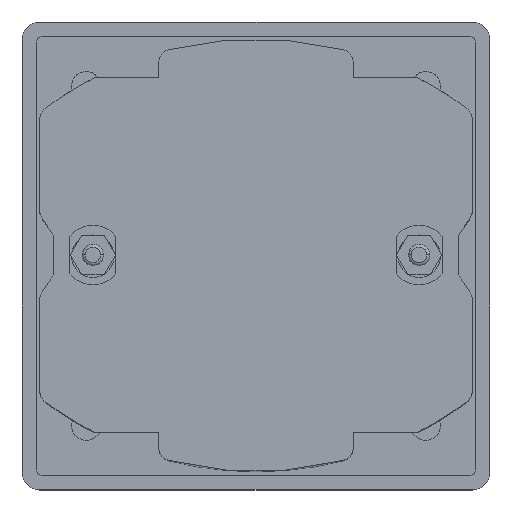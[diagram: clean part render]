
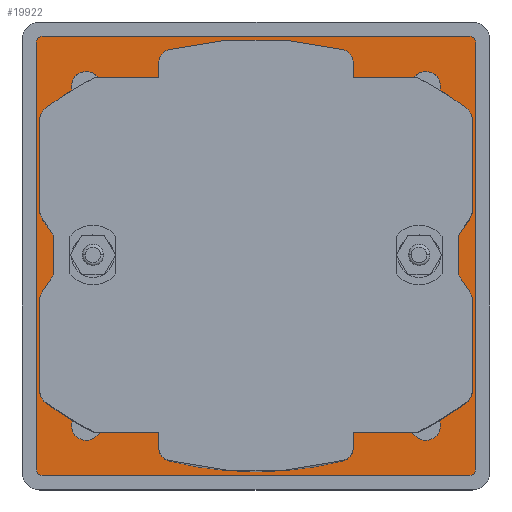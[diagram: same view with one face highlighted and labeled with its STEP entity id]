
A CAD part, top view. The second image highlights one B-rep face of the part: STEP entity #19922.
In plain terms, the highlighted planar face has unit normal (0, 0, 1).
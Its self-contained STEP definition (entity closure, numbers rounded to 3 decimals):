
#18605=CARTESIAN_POINT('',(54.971,40.035,
-35.929));
#18606=DIRECTION('',(0.,0.,-1.));
#18607=DIRECTION('',(0.,1.,0.));
#18608=AXIS2_PLACEMENT_3D('',#18605,#18606,#18607);
#18613=CARTESIAN_POINT('',(54.971,-20.145,
-35.929));
#18614=DIRECTION('',(0.,0.,-1.));
#18615=DIRECTION('',(1.,0.,0.));
#18616=AXIS2_PLACEMENT_3D('',#18613,#18614,#18615);
#18621=CARTESIAN_POINT('',(-5.209,-20.145,
-35.929));
#18622=DIRECTION('',(0.,0.,-1.));
#18623=DIRECTION('',(0.,-1.,0.));
#18624=AXIS2_PLACEMENT_3D('',#18621,#18622,#18623);
#18629=CARTESIAN_POINT('',(-5.209,40.035,
-35.929));
#18630=DIRECTION('',(0.,0.,-1.));
#18631=DIRECTION('',(-1.,0.,0.));
#18632=AXIS2_PLACEMENT_3D('',#18629,#18630,#18631);
#18637=CARTESIAN_POINT('',(24.881,9.945,
-35.929));
#18638=DIRECTION('',(0.,0.,1.));
#18639=DIRECTION('',(1.,0.,0.));
#18640=AXIS2_PLACEMENT_3D('',#18637,#18638,#18639);
#18645=CARTESIAN_POINT('',(24.881,9.945,
-35.929));
#18646=DIRECTION('',(0.,0.,1.));
#18647=DIRECTION('',(-1.,0.,0.));
#18648=AXIS2_PLACEMENT_3D('',#18645,#18646,#18647);
#18653=CARTESIAN_POINT('',(0.881,33.945,-35.929));
#18654=DIRECTION('',(0.,0.,1.));
#18655=DIRECTION('',(1.,0.,0.));
#18656=AXIS2_PLACEMENT_3D('',#18653,#18654,#18655);
#18661=CARTESIAN_POINT('',(0.881,33.945,-35.929));
#18662=DIRECTION('',(0.,0.,1.));
#18663=DIRECTION('',(-1.,0.,0.));
#18664=AXIS2_PLACEMENT_3D('',#18661,#18662,#18663);
#18669=CARTESIAN_POINT('',(48.881,33.945,
-35.929));
#18670=DIRECTION('',(0.,0.,1.));
#18671=DIRECTION('',(1.,0.,0.));
#18672=AXIS2_PLACEMENT_3D('',#18669,#18670,#18671);
#18677=CARTESIAN_POINT('',(48.881,33.945,
-35.929));
#18678=DIRECTION('',(0.,0.,1.));
#18679=DIRECTION('',(-1.,0.,0.));
#18680=AXIS2_PLACEMENT_3D('',#18677,#18678,#18679);
#18685=CARTESIAN_POINT('',(48.881,-14.055,
-35.929));
#18686=DIRECTION('',(0.,0.,1.));
#18687=DIRECTION('',(1.,0.,0.));
#18688=AXIS2_PLACEMENT_3D('',#18685,#18686,#18687);
#18693=CARTESIAN_POINT('',(48.881,-14.055,
-35.929));
#18694=DIRECTION('',(0.,0.,1.));
#18695=DIRECTION('',(-1.,0.,0.));
#18696=AXIS2_PLACEMENT_3D('',#18693,#18694,#18695);
#18701=CARTESIAN_POINT('',(0.881,-14.055,-35.929));
#18702=DIRECTION('',(0.,0.,1.));
#18703=DIRECTION('',(1.,0.,0.));
#18704=AXIS2_PLACEMENT_3D('',#18701,#18702,#18703);
#18709=CARTESIAN_POINT('',(0.881,-14.055,-35.929));
#18710=DIRECTION('',(0.,0.,1.));
#18711=DIRECTION('',(-1.,0.,0.));
#18712=AXIS2_PLACEMENT_3D('',#18709,#18710,#18711);
#18731=DIRECTION('',(-1.,0.,0.));
#18732=VECTOR('',#18731,60.18);
#18733=CARTESIAN_POINT('',(54.971,41.038,
-35.929));
#18734=LINE('',#18733,#18732);
#18752=DIRECTION('',(0.,-1.,0.));
#18753=VECTOR('',#18752,60.18);
#18754=CARTESIAN_POINT('',(-6.212,40.035,
-35.929));
#18755=LINE('',#18754,#18753);
#18773=DIRECTION('',(1.,0.,0.));
#18774=VECTOR('',#18773,60.18);
#18775=CARTESIAN_POINT('',(-5.209,-21.148,
-35.929));
#18776=LINE('',#18775,#18774);
#18794=DIRECTION('',(0.,1.,0.));
#18795=VECTOR('',#18794,60.18);
#18796=CARTESIAN_POINT('',(55.974,-20.145,
-35.929));
#18797=LINE('',#18796,#18795);
#19677=CARTESIAN_POINT('',(54.971,41.038,
-35.929));
#19678=CARTESIAN_POINT('',(55.974,40.035,
-35.929));
#19679=VERTEX_POINT('',#19677);
#19680=VERTEX_POINT('',#19678);
#19681=CARTESIAN_POINT('',(55.974,-20.145,
-35.929));
#19682=VERTEX_POINT('',#19681);
#19683=CARTESIAN_POINT('',(54.971,-21.148,
-35.929));
#19684=VERTEX_POINT('',#19683);
#19685=CARTESIAN_POINT('',(-5.209,-21.148,
-35.929));
#19686=VERTEX_POINT('',#19685);
#19687=CARTESIAN_POINT('',(-6.212,-20.145,
-35.929));
#19688=VERTEX_POINT('',#19687);
#19689=CARTESIAN_POINT('',(-6.212,40.035,
-35.929));
#19690=VERTEX_POINT('',#19689);
#19691=CARTESIAN_POINT('',(-5.209,41.038,
-35.929));
#19692=VERTEX_POINT('',#19691);
#19693=CARTESIAN_POINT('',(53.165,9.945,
-35.929));
#19694=CARTESIAN_POINT('',(-3.404,9.945,
-35.929));
#19695=VERTEX_POINT('',#19693);
#19696=VERTEX_POINT('',#19694);
#19697=CARTESIAN_POINT('',(2.981,33.945,
-35.929));
#19698=CARTESIAN_POINT('',(-1.219,33.945,
-35.929));
#19699=VERTEX_POINT('',#19697);
#19700=VERTEX_POINT('',#19698);
#19701=CARTESIAN_POINT('',(50.981,33.945,
-35.929));
#19702=CARTESIAN_POINT('',(46.781,33.945,
-35.929));
#19703=VERTEX_POINT('',#19701);
#19704=VERTEX_POINT('',#19702);
#19705=CARTESIAN_POINT('',(50.981,-14.055,
-35.929));
#19706=CARTESIAN_POINT('',(46.781,-14.055,
-35.929));
#19707=VERTEX_POINT('',#19705);
#19708=VERTEX_POINT('',#19706);
#19709=CARTESIAN_POINT('',(2.981,-14.055,
-35.929));
#19710=CARTESIAN_POINT('',(-1.219,-14.055,
-35.929));
#19711=VERTEX_POINT('',#19709);
#19712=VERTEX_POINT('',#19710);
#19869=CARTESIAN_POINT('',(57.98,43.044,
-35.929));
#19870=DIRECTION('',(0.,0.,1.));
#19871=DIRECTION('',(1.,0.,0.));
#19872=AXIS2_PLACEMENT_3D('',#19869,#19870,#19871);
#19873=PLANE('',#19872);
#19875=ORIENTED_EDGE('',*,*,#19874,.T.);
#19877=ORIENTED_EDGE('',*,*,#19876,.F.);
#19879=ORIENTED_EDGE('',*,*,#19878,.T.);
#19881=ORIENTED_EDGE('',*,*,#19880,.F.);
#19883=ORIENTED_EDGE('',*,*,#19882,.T.);
#19885=ORIENTED_EDGE('',*,*,#19884,.F.);
#19887=ORIENTED_EDGE('',*,*,#19886,.T.);
#19889=ORIENTED_EDGE('',*,*,#19888,.F.);
#19890=EDGE_LOOP('',(#19875,#19877,#19879,#19881,#19883,#19885,#19887,#19889));
#19891=FACE_OUTER_BOUND('',#19890,.F.);
#19893=ORIENTED_EDGE('',*,*,#19892,.T.);
#19895=ORIENTED_EDGE('',*,*,#19894,.T.);
#19896=EDGE_LOOP('',(#19893,#19895));
#19897=FACE_BOUND('',#19896,.F.);
#19899=ORIENTED_EDGE('',*,*,#19898,.T.);
#19901=ORIENTED_EDGE('',*,*,#19900,.T.);
#19902=EDGE_LOOP('',(#19899,#19901));
#19903=FACE_BOUND('',#19902,.F.);
#19905=ORIENTED_EDGE('',*,*,#19904,.T.);
#19907=ORIENTED_EDGE('',*,*,#19906,.T.);
#19908=EDGE_LOOP('',(#19905,#19907));
#19909=FACE_BOUND('',#19908,.F.);
#19911=ORIENTED_EDGE('',*,*,#19910,.T.);
#19913=ORIENTED_EDGE('',*,*,#19912,.T.);
#19914=EDGE_LOOP('',(#19911,#19913));
#19915=FACE_BOUND('',#19914,.F.);
#19917=ORIENTED_EDGE('',*,*,#19916,.T.);
#19919=ORIENTED_EDGE('',*,*,#19918,.T.);
#19920=EDGE_LOOP('',(#19917,#19919));
#19921=FACE_BOUND('',#19920,.F.);
#18609=CIRCLE('',#18608,1.003);
#18617=CIRCLE('',#18616,1.003);
#18625=CIRCLE('',#18624,1.003);
#18633=CIRCLE('',#18632,1.003);
#18641=CIRCLE('',#18640,28.285);
#18649=CIRCLE('',#18648,28.285);
#18657=CIRCLE('',#18656,2.1);
#18665=CIRCLE('',#18664,2.1);
#18673=CIRCLE('',#18672,2.1);
#18681=CIRCLE('',#18680,2.1);
#18689=CIRCLE('',#18688,2.1);
#18697=CIRCLE('',#18696,2.1);
#18705=CIRCLE('',#18704,2.1);
#18713=CIRCLE('',#18712,2.1);
#19874=EDGE_CURVE('',#19679,#19680,#18609,.T.);
#19876=EDGE_CURVE('',#19682,#19680,#18797,.T.);
#19878=EDGE_CURVE('',#19682,#19684,#18617,.T.);
#19880=EDGE_CURVE('',#19686,#19684,#18776,.T.);
#19882=EDGE_CURVE('',#19686,#19688,#18625,.T.);
#19884=EDGE_CURVE('',#19690,#19688,#18755,.T.);
#19886=EDGE_CURVE('',#19690,#19692,#18633,.T.);
#19888=EDGE_CURVE('',#19679,#19692,#18734,.T.);
#19892=EDGE_CURVE('',#19695,#19696,#18641,.T.);
#19894=EDGE_CURVE('',#19696,#19695,#18649,.T.);
#19898=EDGE_CURVE('',#19699,#19700,#18657,.T.);
#19900=EDGE_CURVE('',#19700,#19699,#18665,.T.);
#19904=EDGE_CURVE('',#19703,#19704,#18673,.T.);
#19906=EDGE_CURVE('',#19704,#19703,#18681,.T.);
#19910=EDGE_CURVE('',#19707,#19708,#18689,.T.);
#19912=EDGE_CURVE('',#19708,#19707,#18697,.T.);
#19916=EDGE_CURVE('',#19711,#19712,#18705,.T.);
#19918=EDGE_CURVE('',#19712,#19711,#18713,.T.);
#19922=ADVANCED_FACE('',(#19891,#19897,#19903,#19909,#19915,#19921),#19873,.T.);
